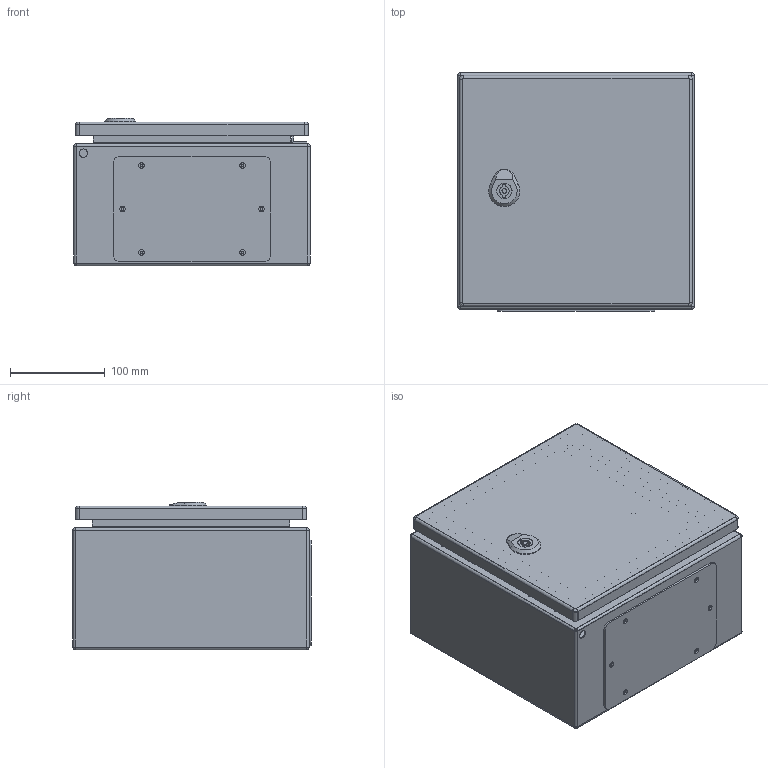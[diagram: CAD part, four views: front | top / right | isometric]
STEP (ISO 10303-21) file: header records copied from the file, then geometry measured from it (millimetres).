
FILE_DESCRIPTION(/* description */ (''),/* implementation_level */ '2;1');
FILE_NAME(/* name */ 'GN252515SP',/* time_stamp */ '2025-04-29T11:49:55+02:00',/* author */ (''),/* organization */ (''),/* preprocessor_version */ 'ST-DEVELOPER v19.4',/* originating_system */ 'SIEMENS PLM Software NX2212.8101',/* authorisation */ '');
FILE_SCHEMA (('AP203_CONFIGURATION_CONTROLLED_3D_DESIGN_OF_MECHANICAL_PARTS_AND_ASSEMBLIES_MIM_LF { 1 0 10303 403 2 1 2}'));
Length unit declared in the file: millimetre
Products named in the file (5): 501.P004-01-CIERRE 1 PUNTO; 501.P002.1002-01-Puerta_250x250; 501.P003.1002-01-TAPA PASACABLES LISA; 501.P001.1002-01-FONDO 250x250x150; 501.C001.2002-01-GN252515SP
Assembly tree (4 placements, depth 2):
  501.C001.2002-01-GN252515SP
    501.P001.1002-01-FONDO 250x250x150
    501.P003.1002-01-TAPA PASACABLES LISA
    501.P002.1002-01-Puerta_250x250
    501.P004-01-CIERRE 1 PUNTO
Bounding box: 250 x 252 x 155.9 mm (x, y, z)
Volume: 505903.6 mm3; surface area: 648380.7 mm2
Topology: 7 solids, 7 shells, 432 faces, 1107 edges, 685 vertices
Faces by surface type: plane 194, cylinder 181, bspline 24, sphere 20, torus 8, cone 5
Full cylindrical faces by diameter (mm): 3 x14, 3.5 x7, 5 x1, 6 x7, 8 x5, 9 x5, 10 x1, 16 x2, 16.25 x1, 19.3 x1
Entity records: 14156 total; most frequent: CARTESIAN_POINT 2704, DIRECTION 2251, ORIENTED_EDGE 2052, EDGE_CURVE 1026, AXIS2_PLACEMENT_3D 845, VERTEX_POINT 665, EDGE_LOOP 569, LINE 561
